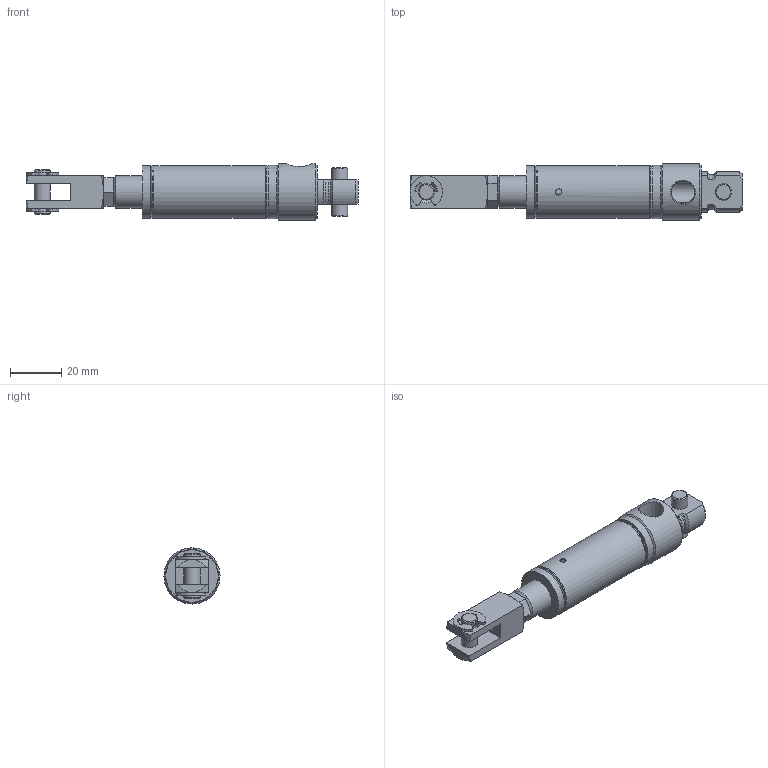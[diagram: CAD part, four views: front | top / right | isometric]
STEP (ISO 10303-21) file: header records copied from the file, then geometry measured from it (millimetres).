
FILE_DESCRIPTION( ( 'STEP AP203' ), '1' );
FILE_NAME( '040_5-P_F_D-166-3__2_03.stp', ' ', ( ' ' ), ( ' ' ), 'PSStep 15.0.47', 'PARTsolutions', ' ' );
FILE_SCHEMA( ( 'CONFIG_CONTROL_DESIGN' ) );
Length unit declared in the file: inch
Products named in the file (12): 040.5-P(F,D-166-3); _040.5-PC(F,D-166-3)0000_0_dummy; _04000-0_rod_guide; _04-1.7552C; _04P0000_rear_head; _D-51; _C-040.5-P0_rod; _D-166-3-dummy; _D-14055; _D-8381; _D-5866; _D-344
Assembly tree (12 placements, depth 2):
  040.5-P(F,D-166-3)
    _040.5-PC(F,D-166-3)0000_0_dummy
    _04000-0_rod_guide
    _04-1.7552C
    _04P0000_rear_head
    _D-51
    _C-040.5-P0_rod
    _D-166-3-dummy
    _D-14055
    _D-8381
    _D-5866  x2
    _D-344
Bounding box: 129.54 x 21.91 x 21.91 mm (x, y, z)
Volume: 25710.6 mm3; surface area: 18722.5 mm2
Topology: 10 solids, 10 shells, 212 faces, 478 edges, 301 vertices
Faces by surface type: cylinder 78, plane 65, cone 51, torus 10, bspline 8
Full cylindrical faces by diameter (mm): 2.388 x1, 5.334 x2, 5.367 x2, 5.41 x1, 5.842 x1, 6.35 x6, 6.388 x2, 6.401 x1, 6.439 x1, 7.925 x1, 12.7 x1, 14.275 x1, 17.818 x4, 19.24 x1, 19.342 x3, 20.447 x3, 20.752 x2, 21.907 x1
Entity records: 5501 total; most frequent: CARTESIAN_POINT 1373, DIRECTION 812, ORIENTED_EDGE 654, AXIS2_PLACEMENT_3D 367, EDGE_CURVE 327, EDGE_LOOP 290, VERTEX_POINT 246, FACE_OUTER_BOUND 226
